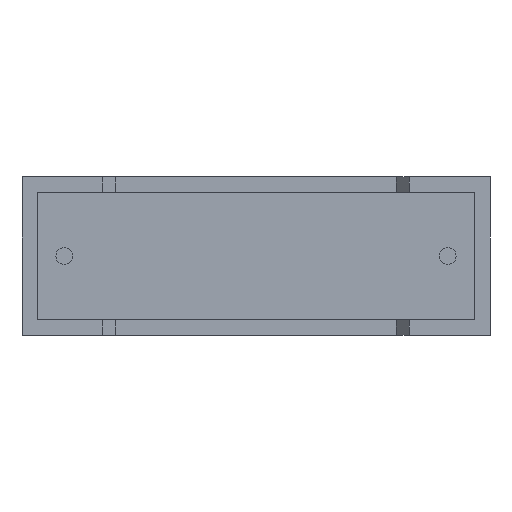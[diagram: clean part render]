
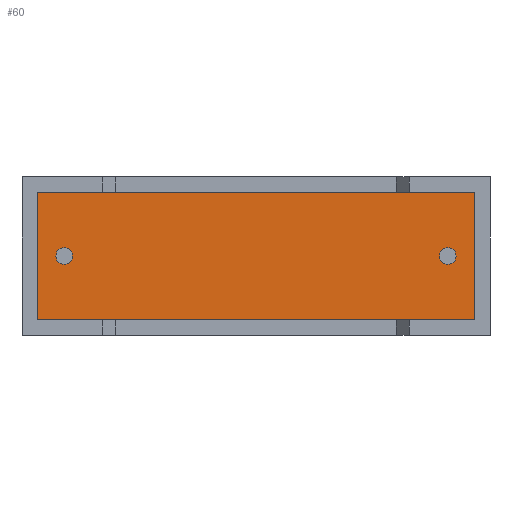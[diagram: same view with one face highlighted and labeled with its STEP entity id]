
A CAD part, front view. The second image highlights one B-rep face of the part: STEP entity #60.
In plain terms, the highlighted planar face has unit normal (0, -1, 0).
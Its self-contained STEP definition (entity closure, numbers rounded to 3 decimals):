
#60 = ADVANCED_FACE ( 'NONE', ( #1742, #812, #2264 ), #1538, .T. ) ;
#70 = AXIS2_PLACEMENT_3D ( 'NONE', #149, #191, #410 ) ;
#71 = EDGE_LOOP ( 'NONE', ( #313, #861 ) ) ;
#87 = DIRECTION ( 'NONE',  ( 1., 0., 0. ) ) ;
#128 = ORIENTED_EDGE ( 'NONE', *, *, #615, .T. ) ;
#141 = ORIENTED_EDGE ( 'NONE', *, *, #732, .T. ) ;
#149 = CARTESIAN_POINT ( 'NONE',  ( 1.65, 0.75, 3.1 ) ) ;
#182 = ORIENTED_EDGE ( 'NONE', *, *, #2493, .T. ) ;
#191 = DIRECTION ( 'NONE',  ( 0., -1., 0. ) ) ;
#192 = EDGE_CURVE ( 'NONE', #1335, #1113, #2434, .T. ) ;
#313 = ORIENTED_EDGE ( 'NONE', *, *, #1773, .F. ) ;
#343 = EDGE_LOOP ( 'NONE', ( #141, #182, #128, #2119 ) ) ;
#368 = CARTESIAN_POINT ( 'NONE',  ( 0., 0.75, 0. ) ) ;
#377 = ORIENTED_EDGE ( 'NONE', *, *, #712, .F. ) ;
#410 = DIRECTION ( 'NONE',  ( 0., 0., -1. ) ) ;
#499 = AXIS2_PLACEMENT_3D ( 'NONE', #368, #576, #1998 ) ;
#540 = CARTESIAN_POINT ( 'NONE',  ( 17.69, 0.75, 5.59 ) ) ;
#576 = DIRECTION ( 'NONE',  ( 0., -1., 0. ) ) ;
#615 = EDGE_CURVE ( 'NONE', #1136, #2472, #1577, .T. ) ;
#666 = CARTESIAN_POINT ( 'NONE',  ( 0.61, 0.75, 5.59 ) ) ;
#680 = CARTESIAN_POINT ( 'NONE',  ( 1.65, 0.75, 3.1 ) ) ;
#697 = VERTEX_POINT ( 'NONE', #3030 ) ;
#712 = EDGE_CURVE ( 'NONE', #1113, #1335, #1994, .T. ) ;
#732 = EDGE_CURVE ( 'NONE', #2348, #1454, #2374, .T. ) ;
#776 = EDGE_CURVE ( 'NONE', #697, #2218, #897, .T. ) ;
#812 = FACE_OUTER_BOUND ( 'NONE', #343, .T. ) ;
#861 = ORIENTED_EDGE ( 'NONE', *, *, #776, .F. ) ;
#866 = CARTESIAN_POINT ( 'NONE',  ( 17.69, 0.75, 0.61 ) ) ;
#897 = CIRCLE ( 'NONE', #2532, 0.325 ) ;
#914 = VECTOR ( 'NONE', #1547, 1000. ) ;
#988 = DIRECTION ( 'NONE',  ( 0., -1., 0. ) ) ;
#1113 = VERTEX_POINT ( 'NONE', #1965 ) ;
#1117 = CARTESIAN_POINT ( 'NONE',  ( 0.61, 0.75, 0.61 ) ) ;
#1135 = DIRECTION ( 'NONE',  ( 0., 0., -1. ) ) ;
#1136 = VERTEX_POINT ( 'NONE', #2636 ) ;
#1221 = DIRECTION ( 'NONE',  ( 0., 0., -1. ) ) ;
#1298 = CARTESIAN_POINT ( 'NONE',  ( 0.61, 0.75, 0.61 ) ) ;
#1335 = VERTEX_POINT ( 'NONE', #2476 ) ;
#1416 = CARTESIAN_POINT ( 'NONE',  ( 0.61, 0.75, 5.59 ) ) ;
#1454 = VERTEX_POINT ( 'NONE', #1117 ) ;
#1493 = CARTESIAN_POINT ( 'NONE',  ( 16.65, 0.75, 3.1 ) ) ;
#1538 = PLANE ( 'NONE',  #499 ) ;
#1547 = DIRECTION ( 'NONE',  ( -1., 0., 0. ) ) ;
#1552 = VECTOR ( 'NONE', #2295, 1000. ) ;
#1577 = LINE ( 'NONE', #866, #1552 ) ;
#1615 = EDGE_LOOP ( 'NONE', ( #1655, #377 ) ) ;
#1652 = CIRCLE ( 'NONE', #2344, 0.325 ) ;
#1655 = ORIENTED_EDGE ( 'NONE', *, *, #192, .F. ) ;
#1709 = DIRECTION ( 'NONE',  ( 0., 0., -1. ) ) ;
#1741 = LINE ( 'NONE', #1298, #2842 ) ;
#1742 = FACE_BOUND ( 'NONE', #71, .T. ) ;
#1773 = EDGE_CURVE ( 'NONE', #2218, #697, #1652, .T. ) ;
#1820 = LINE ( 'NONE', #2756, #914 ) ;
#1844 = VECTOR ( 'NONE', #1135, 1000. ) ;
#1911 = DIRECTION ( 'NONE',  ( 0., -1., 0. ) ) ;
#1965 = CARTESIAN_POINT ( 'NONE',  ( 1.65, 0.75, 2.775 ) ) ;
#1994 = CIRCLE ( 'NONE', #2775, 0.325 ) ;
#1998 = DIRECTION ( 'NONE',  ( 0., 0., -1. ) ) ;
#2119 = ORIENTED_EDGE ( 'NONE', *, *, #2965, .T. ) ;
#2199 = DIRECTION ( 'NONE',  ( 0., -1., 0. ) ) ;
#2218 = VERTEX_POINT ( 'NONE', #2360 ) ;
#2264 = FACE_BOUND ( 'NONE', #1615, .T. ) ;
#2295 = DIRECTION ( 'NONE',  ( 0., 0., 1. ) ) ;
#2344 = AXIS2_PLACEMENT_3D ( 'NONE', #2438, #988, #1709 ) ;
#2348 = VERTEX_POINT ( 'NONE', #1416 ) ;
#2360 = CARTESIAN_POINT ( 'NONE',  ( 16.65, 0.75, 3.425 ) ) ;
#2374 = LINE ( 'NONE', #666, #1844 ) ;
#2434 = CIRCLE ( 'NONE', #70, 0.325 ) ;
#2438 = CARTESIAN_POINT ( 'NONE',  ( 16.65, 0.75, 3.1 ) ) ;
#2472 = VERTEX_POINT ( 'NONE', #540 ) ;
#2476 = CARTESIAN_POINT ( 'NONE',  ( 1.65, 0.75, 3.425 ) ) ;
#2493 = EDGE_CURVE ( 'NONE', #1454, #1136, #1741, .T. ) ;
#2532 = AXIS2_PLACEMENT_3D ( 'NONE', #1493, #2199, #1221 ) ;
#2636 = CARTESIAN_POINT ( 'NONE',  ( 17.69, 0.75, 0.61 ) ) ;
#2756 = CARTESIAN_POINT ( 'NONE',  ( 17.69, 0.75, 5.59 ) ) ;
#2775 = AXIS2_PLACEMENT_3D ( 'NONE', #680, #1911, #2824 ) ;
#2824 = DIRECTION ( 'NONE',  ( 0., 0., -1. ) ) ;
#2842 = VECTOR ( 'NONE', #87, 1000. ) ;
#2965 = EDGE_CURVE ( 'NONE', #2472, #2348, #1820, .T. ) ;
#3030 = CARTESIAN_POINT ( 'NONE',  ( 16.65, 0.75, 2.775 ) ) ;
